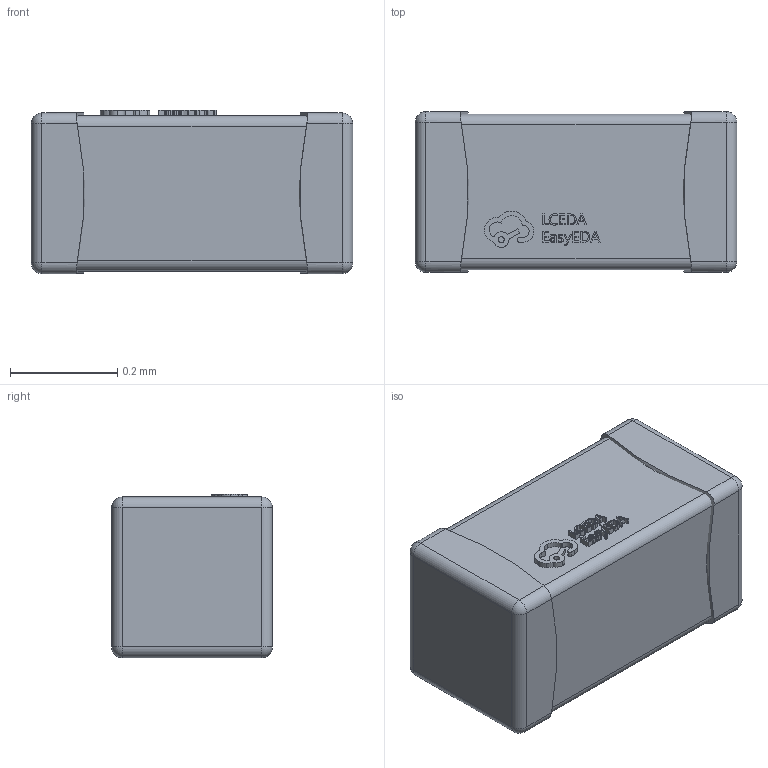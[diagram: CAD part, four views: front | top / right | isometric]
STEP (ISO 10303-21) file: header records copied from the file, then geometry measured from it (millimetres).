
FILE_DESCRIPTION(/* description */ ('Designed by EasyEDA Pro','CAx-IF Rec.Pracs.---Representation and Presentation of Product Manufacturing Information (PMI)---4.0---2014-10-13'),/* implementation_level */ '2;1');
FILE_NAME(/* name */ 'C0201.step',/* time_stamp */ '2025-01-24T16:43:19+08:00',/* author */ (''),/* organization */ (''),/* preprocessor_version */ 'ST-DEVELOPER v20',/* originating_system */ 'Autodesk Translation Framework v13.20.0.188',/* authorisation */ '');
FILE_SCHEMA (('AP242_MANAGED_MODEL_BASED_3D_ENGINEERING_MIM_LF { 1 0 10303 442 1 1 4 }'));
Length unit declared in the file: millimetre
Products named in the file (4): I4Am-PCBModel; I4Am-Board; I4Am-U1-C0201; COMPOUND
Assembly tree (3 placements, depth 3):
  I4Am-PCBModel
    I4Am-Board
    I4Am-U1-C0201
      COMPOUND
Bounding box: 0.6 x 0.3 x 0.3 mm (x, y, z)
Volume: 0.1 mm3; surface area: 1.4 mm2
Topology: 3 solids, 3 shells, 326 faces, 862 edges, 562 vertices
Faces by surface type: plane 184, bspline 105, cylinder 27, sphere 10
Entity records: 11399 total; most frequent: CARTESIAN_POINT 3612, ORIENTED_EDGE 1708, DIRECTION 1328, EDGE_CURVE 854, LINE 580, VECTOR 580, VERTEX_POINT 562, AXIS2_PLACEMENT_3D 374
